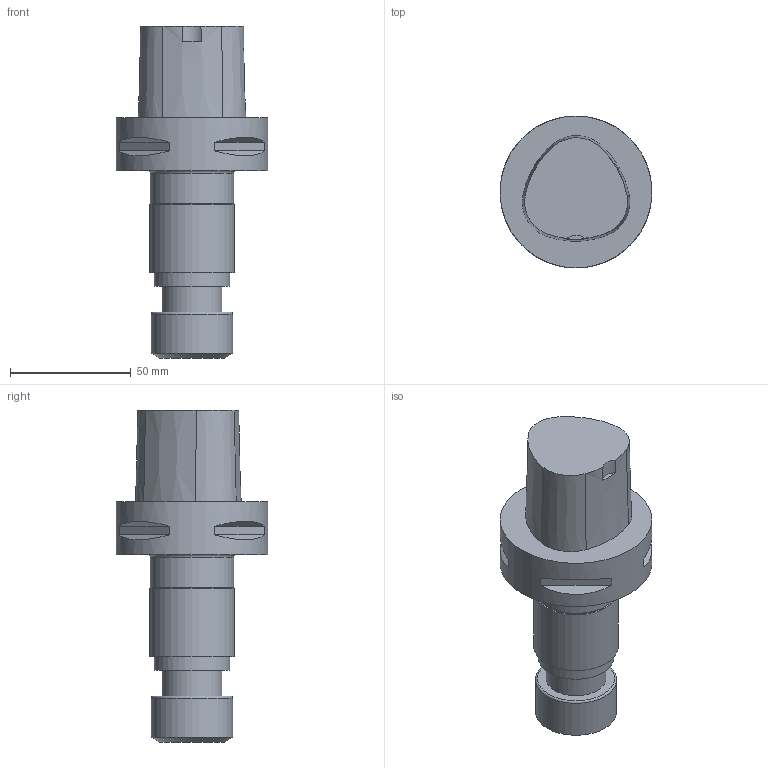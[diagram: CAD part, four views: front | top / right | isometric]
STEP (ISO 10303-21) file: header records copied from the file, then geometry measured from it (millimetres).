
FILE_DESCRIPTION(/* description */ (''),/* implementation_level */ '2;1');
FILE_NAME(/* name */ '1525681859743.stp',/* time_stamp */ '2018-05-07T10:31:09+02:00',/* author */ (''),/* organization */ ('SMS'),/* preprocessor_version */ 'ST-DEVELOPER v15',/* originating_system */ 'SIEMENS PLM Software NX 8.5',/* authorisation */ '');
FILE_SCHEMA (('AUTOMOTIVE_DESIGN { 1 0 10303 214 3 1 1 1 }'));
Length unit declared in the file: millimetre
Products named in the file (1): 201632254mod000_00
Bounding box: 63 x 63 x 137.7 mm (x, y, z)
Volume: 188404.3 mm3; surface area: 24667.1 mm2
Topology: 1 solids, 1 shells, 38 faces, 74 edges, 51 vertices
Faces by surface type: plane 21, cone 8, cylinder 7, torus 2
Full cylindrical faces by diameter (mm): 24.867 x1, 31.5 x1, 33.7 x1, 34.6 x1, 35 x1, 63 x1
Entity records: 1007 total; most frequent: DIRECTION 186, CARTESIAN_POINT 163, ORIENTED_EDGE 128, AXIS2_PLACEMENT_3D 82, EDGE_CURVE 64, EDGE_LOOP 58, VERTEX_POINT 48, ADVANCED_FACE 38
